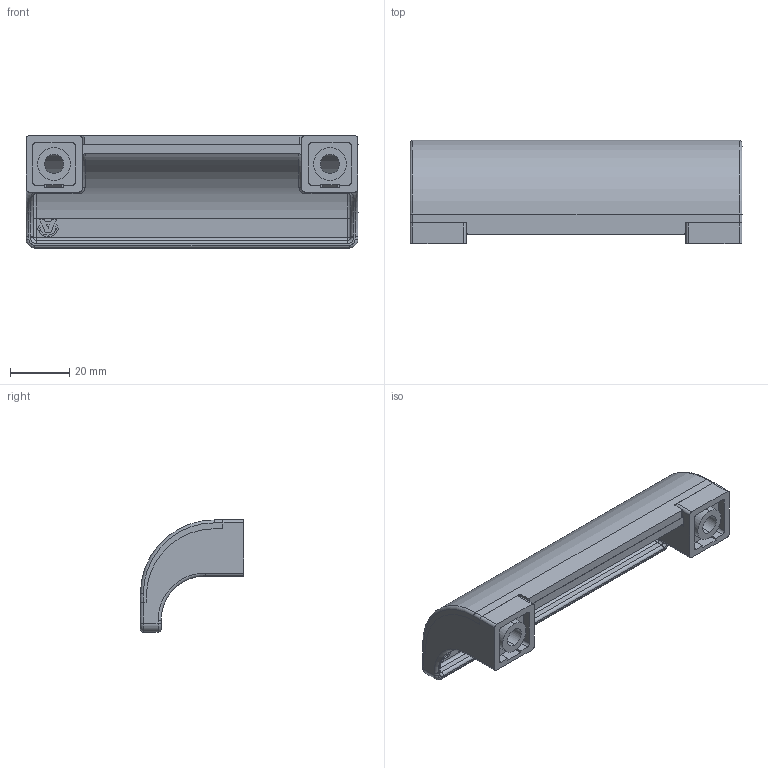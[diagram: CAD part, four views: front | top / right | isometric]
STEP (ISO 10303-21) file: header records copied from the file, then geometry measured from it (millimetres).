
FILE_DESCRIPTION (( 'STEP AP203' ), '1' );
FILE_NAME ('084.506.005.STEP', '2015-04-16T08:16:04', ( '' ), ( '' ), 'SwSTEP 2.0', 'SolidWorks 2012', '' );
FILE_SCHEMA (( 'CONFIG_CONTROL_DESIGN' ));
Length unit declared in the file: millimetre
Products named in the file (3): 084.506.005; 084.506.005T_084.506.005TR; 084.506.005C
Assembly tree (2 placements, depth 2):
  084.506.005
    084.506.005C
    084.506.005T_084.506.005TR
Bounding box: 112.5 x 35 x 38 mm (x, y, z)
Volume: 35658.4 mm3; surface area: 30108.4 mm2
Topology: 2 solids, 2 shells, 478 faces, 1199 edges, 692 vertices
Faces by surface type: plane 194, cylinder 149, bspline 60, torus 51, sphere 24
Entity records: 15529 total; most frequent: CARTESIAN_POINT 4389, ORIENTED_EDGE 2302, DIRECTION 2236, EDGE_CURVE 1151, AXIS2_PLACEMENT_3D 794, VERTEX_POINT 688, LINE 648, VECTOR 648
